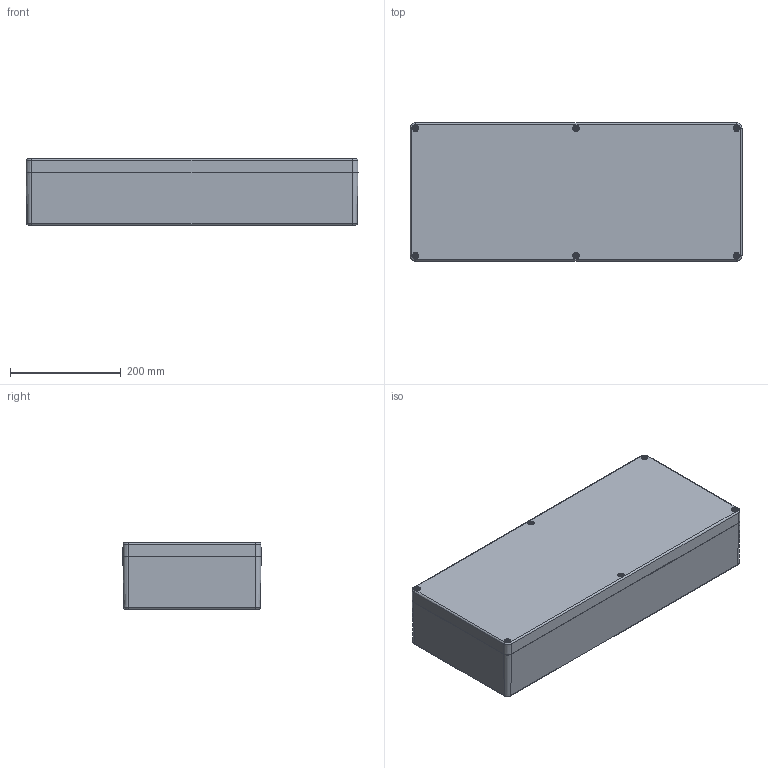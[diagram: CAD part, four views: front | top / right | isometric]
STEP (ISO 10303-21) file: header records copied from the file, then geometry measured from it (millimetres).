
FILE_DESCRIPTION((''),'2;1');
FILE_NAME('3211102050-MBP-Ex-leer_602512_VE.stp','2014-05-21T11:06:33',('robin.rentz'),(''),'Autodesk Inventor 2012','Autodesk Inventor 2012','');
FILE_SCHEMA(('AUTOMOTIVE_DESIGN { 1 0 10303 214 1 1 1 1 }'));
Length unit declared in the file: millimetre
Products named in the file (5): 3211102050-MBP-Ex-leer_602512_VE; 3211102050-UT_602512_VE; 3211102050-OT_602512_VE; xxx-O-Ring-MBP_602512; Schraube BM 6x30
Assembly tree (9 placements, depth 2):
  3211102050-MBP-Ex-leer_602512_VE
    3211102050-UT_602512_VE
    3211102050-OT_602512_VE
    xxx-O-Ring-MBP_602512
    Schraube BM 6x30  x6
Bounding box: 599.99 x 249.99 x 120.5 mm (x, y, z)
Volume: 3038734.9 mm3; surface area: 1039715.2 mm2
Topology: 9 solids, 9 shells, 1600 faces, 3918 edges, 2412 vertices
Faces by surface type: plane 490, cylinder 316, torus 312, bspline 266, cone 210, sphere 6
Full cylindrical faces by diameter (mm): 4.917 x12, 5 x6, 6 x6, 7 x4, 7.5 x12, 10 x6, 11 x6, 12 x4
Entity records: 42168 total; most frequent: CARTESIAN_POINT 11002, ORIENTED_EDGE 6532, DIRECTION 6136, EDGE_CURVE 3266, AXIS2_PLACEMENT_3D 2308, VERTEX_POINT 2054, EDGE_LOOP 1582, VECTOR 1520
